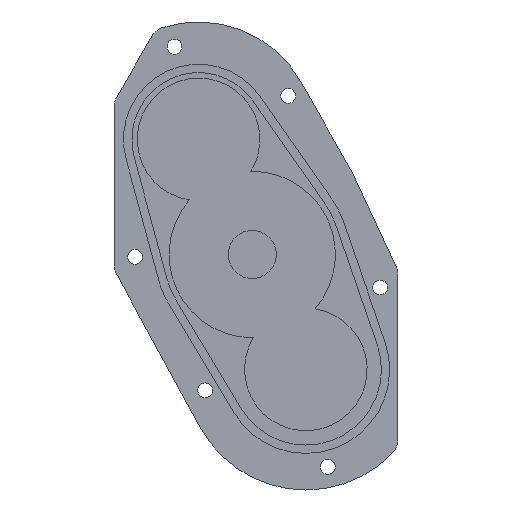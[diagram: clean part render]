
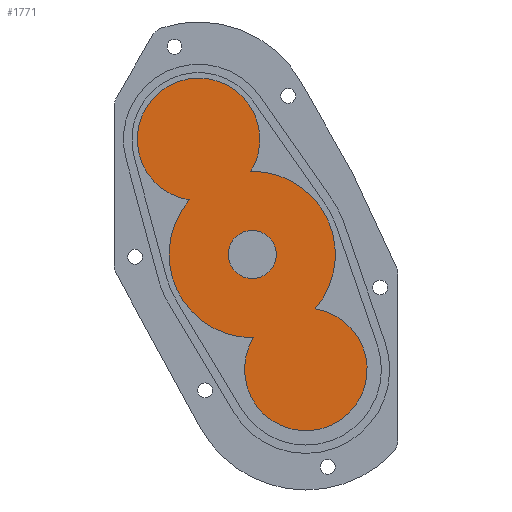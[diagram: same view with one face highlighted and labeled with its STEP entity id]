
A CAD part, left-side view. The second image highlights one B-rep face of the part: STEP entity #1771.
In plain terms, the highlighted planar face has unit normal (-1, 0, 0).
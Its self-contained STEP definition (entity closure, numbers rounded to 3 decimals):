
#45 = ORIENTED_EDGE ( 'NONE', *, *, #1020, .F. ) ;
#92 = EDGE_LOOP ( 'NONE', ( #2414, #45 ) ) ;
#154 = DIRECTION ( 'NONE',  ( 0., 0., -1. ) ) ;
#200 = DIRECTION ( 'NONE',  ( 1., 0., 0. ) ) ;
#234 = CARTESIAN_POINT ( 'NONE',  ( -15.4, 32.746, 40.765 ) ) ;
#242 = CIRCLE ( 'NONE', #1328, 14. ) ;
#312 = CARTESIAN_POINT ( 'NONE',  ( -15.4, 45.002, 86.548 ) ) ;
#340 = VERTEX_POINT ( 'NONE', #1575 ) ;
#364 = DIRECTION ( 'NONE',  ( -1., 0., 0. ) ) ;
#472 = CARTESIAN_POINT ( 'NONE',  ( -15.4, 32.445, 27.267 ) ) ;
#486 = DIRECTION ( 'NONE',  ( 0., 0., -1. ) ) ;
#499 = CARTESIAN_POINT ( 'NONE',  ( -15.4, 32.746, 51.765 ) ) ;
#503 = AXIS2_PLACEMENT_3D ( 'NONE', #1413, #364, #1826 ) ;
#508 = VERTEX_POINT ( 'NONE', #312 ) ;
#524 = CIRCLE ( 'NONE', #2166, 19. ) ;
#615 = DIRECTION ( 'NONE',  ( 0., 0., -1. ) ) ;
#637 = EDGE_CURVE ( 'NONE', #340, #2421, #1574, .T. ) ;
#666 = EDGE_CURVE ( 'NONE', #1905, #1560, #1966, .T. ) ;
#728 = DIRECTION ( 'NONE',  ( 1., 0., 0. ) ) ;
#802 = ORIENTED_EDGE ( 'NONE', *, *, #2697, .F. ) ;
#826 = AXIS2_PLACEMENT_3D ( 'NONE', #839, #2586, #1504 ) ;
#839 = CARTESIAN_POINT ( 'NONE',  ( -15.4, 32.746, 46.265 ) ) ;
#1020 = EDGE_CURVE ( 'NONE', #1560, #1905, #2434, .T. ) ;
#1096 = CARTESIAN_POINT ( 'NONE',  ( -15.4, 32.746, 46.265 ) ) ;
#1119 = ORIENTED_EDGE ( 'NONE', *, *, #1630, .F. ) ;
#1205 = AXIS2_PLACEMENT_3D ( 'NONE', #2677, #1833, #615 ) ;
#1209 = FACE_BOUND ( 'NONE', #92, .T. ) ;
#1305 = CARTESIAN_POINT ( 'NONE',  ( -15.4, 32.746, 46.265 ) ) ;
#1325 = VERTEX_POINT ( 'NONE', #2698 ) ;
#1328 = AXIS2_PLACEMENT_3D ( 'NONE', #1480, #2550, #1686 ) ;
#1353 = CARTESIAN_POINT ( 'NONE',  ( -15.4, 47.106, 58.707 ) ) ;
#1385 = ORIENTED_EDGE ( 'NONE', *, *, #2074, .F. ) ;
#1397 = CIRCLE ( 'NONE', #1460, 14. ) ;
#1413 = CARTESIAN_POINT ( 'NONE',  ( -15.4, 32.746, 46.265 ) ) ;
#1455 = DIRECTION ( 'NONE',  ( 1., 0., 0. ) ) ;
#1460 = AXIS2_PLACEMENT_3D ( 'NONE', #2512, #1662, #154 ) ;
#1480 = CARTESIAN_POINT ( 'NONE',  ( -15.4, 20.49, 19.982 ) ) ;
#1504 = DIRECTION ( 'NONE',  ( 0., 0., 1. ) ) ;
#1560 = VERTEX_POINT ( 'NONE', #234 ) ;
#1574 = CIRCLE ( 'NONE', #2046, 19. ) ;
#1575 = CARTESIAN_POINT ( 'NONE',  ( -15.4, 32.746, 65.265 ) ) ;
#1607 = ORIENTED_EDGE ( 'NONE', *, *, #1783, .F. ) ;
#1630 = EDGE_CURVE ( 'NONE', #1965, #1895, #524, .T. ) ;
#1640 = CARTESIAN_POINT ( 'NONE',  ( -15.4, 45.002, 72.548 ) ) ;
#1662 = DIRECTION ( 'NONE',  ( 1., 0., 0. ) ) ;
#1686 = DIRECTION ( 'NONE',  ( 0., 0., -1. ) ) ;
#1727 = DIRECTION ( 'NONE',  ( 1., 0., 0. ) ) ;
#1771 = ADVANCED_FACE ( 'NONE', ( #1209, #1993 ), #1795, .F. ) ;
#1783 = EDGE_CURVE ( 'NONE', #1895, #508, #2430, .T. ) ;
#1795 = PLANE ( 'NONE',  #1205 ) ;
#1826 = DIRECTION ( 'NONE',  ( 0., 0., 1. ) ) ;
#1833 = DIRECTION ( 'NONE',  ( 1., 0., 0. ) ) ;
#1846 = ORIENTED_EDGE ( 'NONE', *, *, #637, .F. ) ;
#1895 = VERTEX_POINT ( 'NONE', #1353 ) ;
#1903 = AXIS2_PLACEMENT_3D ( 'NONE', #1640, #1455, #2320 ) ;
#1905 = VERTEX_POINT ( 'NONE', #499 ) ;
#1941 = DIRECTION ( 'NONE',  ( 0., 0., -1. ) ) ;
#1965 = VERTEX_POINT ( 'NONE', #472 ) ;
#1966 = CIRCLE ( 'NONE', #503, 5.5 ) ;
#1993 = FACE_OUTER_BOUND ( 'NONE', #2373, .T. ) ;
#2046 = AXIS2_PLACEMENT_3D ( 'NONE', #1096, #728, #486 ) ;
#2062 = AXIS2_PLACEMENT_3D ( 'NONE', #2484, #200, #2549 ) ;
#2074 = EDGE_CURVE ( 'NONE', #1325, #340, #2268, .T. ) ;
#2122 = ORIENTED_EDGE ( 'NONE', *, *, #2654, .F. ) ;
#2166 = AXIS2_PLACEMENT_3D ( 'NONE', #1305, #1727, #1941 ) ;
#2268 = CIRCLE ( 'NONE', #2062, 19. ) ;
#2320 = DIRECTION ( 'NONE',  ( 0., 0., -1. ) ) ;
#2373 = EDGE_LOOP ( 'NONE', ( #1119, #802, #1846, #1385, #2122, #1607 ) ) ;
#2414 = ORIENTED_EDGE ( 'NONE', *, *, #666, .F. ) ;
#2421 = VERTEX_POINT ( 'NONE', #2605 ) ;
#2430 = CIRCLE ( 'NONE', #1903, 14. ) ;
#2434 = CIRCLE ( 'NONE', #826, 5.5 ) ;
#2484 = CARTESIAN_POINT ( 'NONE',  ( -15.4, 32.746, 46.265 ) ) ;
#2512 = CARTESIAN_POINT ( 'NONE',  ( -15.4, 45.002, 72.548 ) ) ;
#2549 = DIRECTION ( 'NONE',  ( 0., 0., -1. ) ) ;
#2550 = DIRECTION ( 'NONE',  ( 1., 0., 0. ) ) ;
#2586 = DIRECTION ( 'NONE',  ( -1., 0., 0. ) ) ;
#2605 = CARTESIAN_POINT ( 'NONE',  ( -15.4, 18.387, 33.823 ) ) ;
#2654 = EDGE_CURVE ( 'NONE', #508, #1325, #1397, .T. ) ;
#2677 = CARTESIAN_POINT ( 'NONE',  ( -15.4, 45.002, 72.548 ) ) ;
#2697 = EDGE_CURVE ( 'NONE', #2421, #1965, #242, .T. ) ;
#2698 = CARTESIAN_POINT ( 'NONE',  ( -15.4, 33.047, 65.263 ) ) ;
